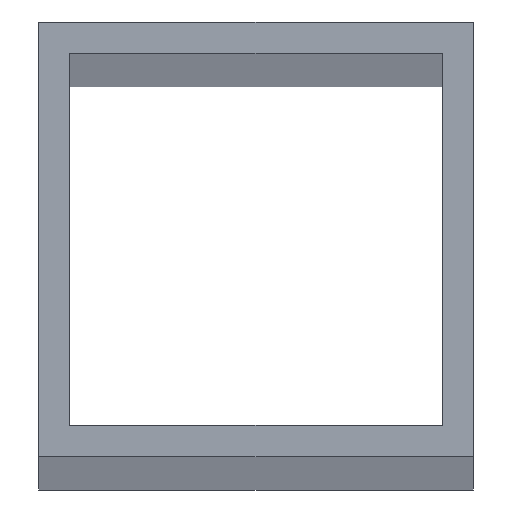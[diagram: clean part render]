
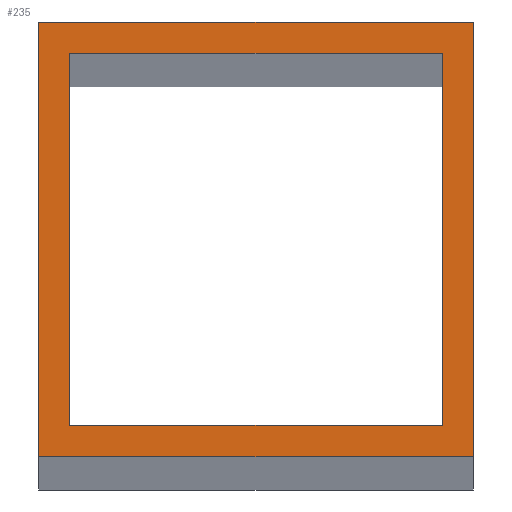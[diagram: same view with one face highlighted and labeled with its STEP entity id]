
A CAD part, top view. The second image highlights one B-rep face of the part: STEP entity #235.
In plain terms, the highlighted planar face has unit normal (0, 0, 1).
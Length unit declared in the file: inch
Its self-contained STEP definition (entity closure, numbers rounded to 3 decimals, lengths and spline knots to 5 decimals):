
#14=FACE_BOUND('',#31,.T.);
#19=FACE_OUTER_BOUND('',#30,.T.);
#30=EDGE_LOOP('',(#170,#171,#172,#173));
#31=EDGE_LOOP('',(#174,#175,#176,#177));
#40=LINE('',#335,#70);
#42=LINE('',#339,#72);
#53=LINE('',#361,#83);
#55=LINE('',#364,#85);
#56=LINE('',#367,#86);
#57=LINE('',#369,#87);
#58=LINE('',#371,#88);
#59=LINE('',#372,#89);
#70=VECTOR('',#279,39.37008);
#72=VECTOR('',#283,39.37008);
#83=VECTOR('',#298,39.37008);
#85=VECTOR('',#302,39.37008);
#86=VECTOR('',#303,39.37008);
#87=VECTOR('',#304,39.37008);
#88=VECTOR('',#305,39.37008);
#89=VECTOR('',#306,39.37008);
#100=VERTEX_POINT('',#332);
#101=VERTEX_POINT('',#334);
#102=VERTEX_POINT('',#338);
#110=VERTEX_POINT('',#358);
#112=VERTEX_POINT('',#365);
#113=VERTEX_POINT('',#366);
#114=VERTEX_POINT('',#368);
#115=VERTEX_POINT('',#370);
#120=EDGE_CURVE('',#101,#100,#40,.T.);
#122=EDGE_CURVE('',#101,#102,#42,.T.);
#133=EDGE_CURVE('',#100,#110,#53,.T.);
#135=EDGE_CURVE('',#102,#110,#55,.T.);
#136=EDGE_CURVE('',#112,#113,#56,.T.);
#137=EDGE_CURVE('',#114,#112,#57,.T.);
#138=EDGE_CURVE('',#115,#114,#58,.T.);
#139=EDGE_CURVE('',#113,#115,#59,.T.);
#170=ORIENTED_EDGE('',*,*,#120,.T.);
#171=ORIENTED_EDGE('',*,*,#133,.T.);
#172=ORIENTED_EDGE('',*,*,#135,.F.);
#173=ORIENTED_EDGE('',*,*,#122,.F.);
#174=ORIENTED_EDGE('',*,*,#136,.F.);
#175=ORIENTED_EDGE('',*,*,#137,.F.);
#176=ORIENTED_EDGE('',*,*,#138,.F.);
#177=ORIENTED_EDGE('',*,*,#139,.F.);
#212=PLANE('',#266);
#235=ADVANCED_FACE('',(#19,#14),#212,.F.);
#266=AXIS2_PLACEMENT_3D('',#363,#300,#301);
#279=DIRECTION('',(-1.,0.,0.));
#283=DIRECTION('',(0.,-1.,0.));
#298=DIRECTION('',(0.,-1.,0.));
#300=DIRECTION('center_axis',(0.,0.,
-1.));
#301=DIRECTION('ref_axis',(-1.,0.,0.));
#302=DIRECTION('',(-1.,0.,0.));
#303=DIRECTION('',(1.,0.,0.));
#304=DIRECTION('',(0.,-1.,0.));
#305=DIRECTION('',(-1.,0.,0.));
#306=DIRECTION('',(0.,1.,0.));
#332=CARTESIAN_POINT('',(18.625,2.,78.));
#334=CARTESIAN_POINT('',(20.375,2.,78.));
#335=CARTESIAN_POINT('',(18.625,2.,78.));
#338=CARTESIAN_POINT('',(20.375,0.25,78.));
#339=CARTESIAN_POINT('',(20.375,1.5,78.));
#358=CARTESIAN_POINT('',(18.625,0.25,78.));
#361=CARTESIAN_POINT('',(18.625,1.5,78.));
#363=CARTESIAN_POINT('Origin',(18.625,1.13462,78.));
#364=CARTESIAN_POINT('',(18.625,0.25,78.));
#365=CARTESIAN_POINT('',(18.75,0.375,78.));
#366=CARTESIAN_POINT('',(20.25,0.375,78.));
#367=CARTESIAN_POINT('',(18.625,0.375,78.));
#368=CARTESIAN_POINT('',(18.75,1.875,78.));
#369=CARTESIAN_POINT('',(18.75,1.13462,78.));
#370=CARTESIAN_POINT('',(20.25,1.875,78.));
#371=CARTESIAN_POINT('',(18.625,1.875,78.));
#372=CARTESIAN_POINT('',(20.25,1.13462,78.));
